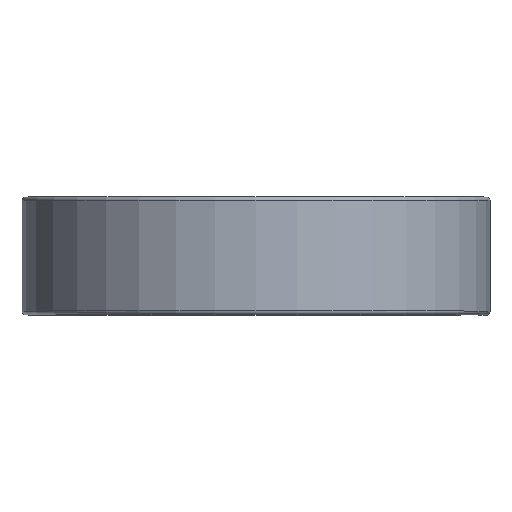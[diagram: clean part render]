
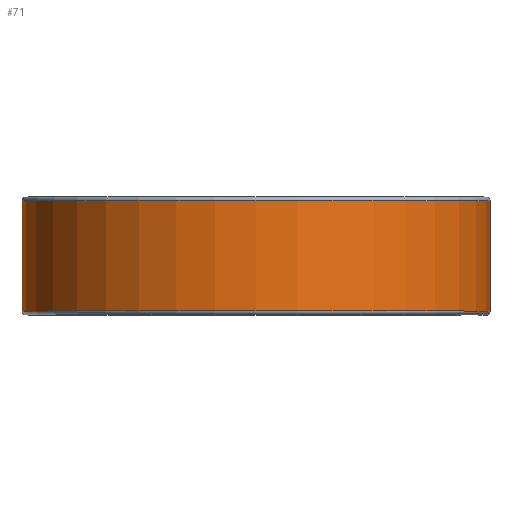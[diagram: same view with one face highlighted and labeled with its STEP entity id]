
A CAD part, top view. The second image highlights one B-rep face of the part: STEP entity #71.
In plain terms, the highlighted cylindrical face has radius 47.257 mm (diameter 94.513 mm), a partial arc.
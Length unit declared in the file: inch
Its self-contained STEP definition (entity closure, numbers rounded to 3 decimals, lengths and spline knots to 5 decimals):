
#41 = LINE ( 'NONE', #1125, #524 ) ;
#49 = DIRECTION ( 'NONE',  ( 0., 0., -1. ) ) ;
#71 = ADVANCED_FACE ( 'NONE', ( #2213 ), #2419, .T. ) ;
#134 = DIRECTION ( 'NONE',  ( 0., 1., 0. ) ) ;
#154 = ORIENTED_EDGE ( 'NONE', *, *, #1202, .T. ) ;
#227 = EDGE_CURVE ( 'NONE', #1110, #1326, #258, .T. ) ;
#258 = CIRCLE ( 'NONE', #1558, 1.8605 ) ;
#368 = DIRECTION ( 'NONE',  ( 0., -1., 0. ) ) ;
#463 = CARTESIAN_POINT ( 'NONE',  ( 0., -0.43875, -1.8605 ) ) ;
#508 = DIRECTION ( 'NONE',  ( 0., -1., 0. ) ) ;
#524 = VECTOR ( 'NONE', #1527, 39.37008 ) ;
#697 = DIRECTION ( 'NONE',  ( 0., 0., -1. ) ) ;
#746 = AXIS2_PLACEMENT_3D ( 'NONE', #1651, #508, #1841 ) ;
#904 = ORIENTED_EDGE ( 'NONE', *, *, #227, .T. ) ;
#962 = CARTESIAN_POINT ( 'NONE',  ( 1.8605, -0.43875, 0. ) ) ;
#1020 = CARTESIAN_POINT ( 'NONE',  ( 1.8605, 0.43875, 0. ) ) ;
#1110 = VERTEX_POINT ( 'NONE', #1720 ) ;
#1125 = CARTESIAN_POINT ( 'NONE',  ( 0., 0.43875, -1.8605 ) ) ;
#1137 = VERTEX_POINT ( 'NONE', #962 ) ;
#1152 = VECTOR ( 'NONE', #134, 39.37008 ) ;
#1202 = EDGE_CURVE ( 'NONE', #1137, #1110, #2232, .T. ) ;
#1212 = CIRCLE ( 'NONE', #746, 1.8605 ) ;
#1288 = AXIS2_PLACEMENT_3D ( 'NONE', #2069, #2269, #697 ) ;
#1326 = VERTEX_POINT ( 'NONE', #1835 ) ;
#1527 = DIRECTION ( 'NONE',  ( 0., 1., 0. ) ) ;
#1543 = CARTESIAN_POINT ( 'NONE',  ( 0., 0.43875, 0. ) ) ;
#1549 = ORIENTED_EDGE ( 'NONE', *, *, #1609, .F. ) ;
#1558 = AXIS2_PLACEMENT_3D ( 'NONE', #1543, #368, #49 ) ;
#1609 = EDGE_CURVE ( 'NONE', #1137, #2277, #1212, .T. ) ;
#1651 = CARTESIAN_POINT ( 'NONE',  ( 0., -0.43875, 0. ) ) ;
#1679 = EDGE_LOOP ( 'NONE', ( #154, #904, #2335, #1549 ) ) ;
#1720 = CARTESIAN_POINT ( 'NONE',  ( 1.8605, 0.43875, 0. ) ) ;
#1835 = CARTESIAN_POINT ( 'NONE',  ( 0., 0.43875, -1.8605 ) ) ;
#1841 = DIRECTION ( 'NONE',  ( 0., 0., -1. ) ) ;
#1916 = EDGE_CURVE ( 'NONE', #2277, #1326, #41, .T. ) ;
#2069 = CARTESIAN_POINT ( 'NONE',  ( 0., 0.4375, 0. ) ) ;
#2213 = FACE_OUTER_BOUND ( 'NONE', #1679, .T. ) ;
#2232 = LINE ( 'NONE', #1020, #1152 ) ;
#2269 = DIRECTION ( 'NONE',  ( 0., -1., 0. ) ) ;
#2277 = VERTEX_POINT ( 'NONE', #463 ) ;
#2335 = ORIENTED_EDGE ( 'NONE', *, *, #1916, .F. ) ;
#2419 = CYLINDRICAL_SURFACE ( 'NONE', #1288, 1.8605 ) ;
